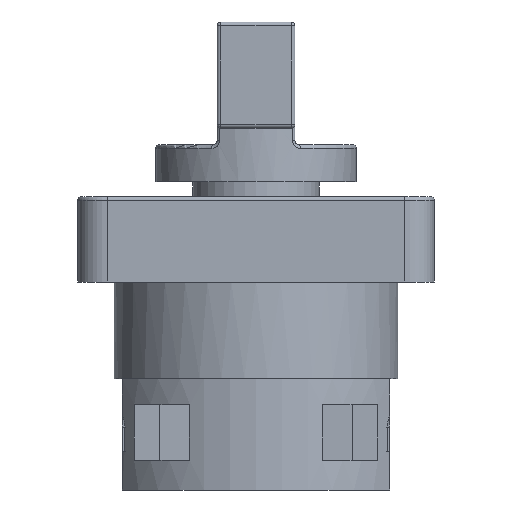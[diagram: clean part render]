
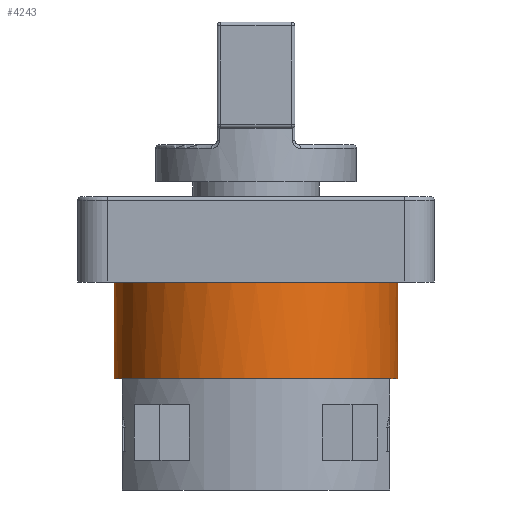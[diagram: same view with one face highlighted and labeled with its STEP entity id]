
A CAD part, front view. The second image highlights one B-rep face of the part: STEP entity #4243.
In plain terms, the highlighted cylindrical face has radius 19.1 mm (diameter 38.2 mm), a partial arc.
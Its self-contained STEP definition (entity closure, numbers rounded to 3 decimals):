
#197 = CARTESIAN_POINT ( 'NONE',  ( 0., 0., -24.5 ) ) ;
#250 = DIRECTION ( 'NONE',  ( 0., 0., 1. ) ) ;
#635 = AXIS2_PLACEMENT_3D ( 'NONE', #9458, #6864, #7683 ) ;
#639 = DIRECTION ( 'NONE',  ( -1., 0., 0. ) ) ;
#849 = CARTESIAN_POINT ( 'NONE',  ( 19.1, 0., -11.5 ) ) ;
#937 = ORIENTED_EDGE ( 'NONE', *, *, #5438, .F. ) ;
#1088 = VECTOR ( 'NONE', #250, 1000. ) ;
#1103 = DIRECTION ( 'NONE',  ( 1., 0., 0. ) ) ;
#1109 = CYLINDRICAL_SURFACE ( 'NONE', #9200, 19.1 ) ;
#1141 = DIRECTION ( 'NONE',  ( 0., 0., 1. ) ) ;
#1168 = AXIS2_PLACEMENT_3D ( 'NONE', #3156, #7741, #639 ) ;
#1501 = AXIS2_PLACEMENT_3D ( 'NONE', #1724, #7015, #7875 ) ;
#1724 = CARTESIAN_POINT ( 'NONE',  ( 0., 0., -11.5 ) ) ;
#1784 = CARTESIAN_POINT ( 'NONE',  ( 0., 0., -24.5 ) ) ;
#1894 = DIRECTION ( 'NONE',  ( -1., 0., 0. ) ) ;
#1989 = LINE ( 'NONE', #9919, #3075 ) ;
#2027 = CARTESIAN_POINT ( 'NONE',  ( 19.1, 0., -24.5 ) ) ;
#2348 = EDGE_CURVE ( 'NONE', #5405, #6904, #3612, .T. ) ;
#2390 = CARTESIAN_POINT ( 'NONE',  ( -18., -6.388, -24.5 ) ) ;
#2444 = CARTESIAN_POINT ( 'NONE',  ( -19.1, 0., -24.5 ) ) ;
#2449 = AXIS2_PLACEMENT_3D ( 'NONE', #1784, #2619, #1894 ) ;
#2587 = ORIENTED_EDGE ( 'NONE', *, *, #2348, .F. ) ;
#2619 = DIRECTION ( 'NONE',  ( 0., 0., -1. ) ) ;
#3075 = VECTOR ( 'NONE', #6552, 1000. ) ;
#3156 = CARTESIAN_POINT ( 'NONE',  ( 0., 0., -24.5 ) ) ;
#3449 = LINE ( 'NONE', #2027, #1088 ) ;
#3612 = CIRCLE ( 'NONE', #1168, 19.1 ) ;
#3985 = CARTESIAN_POINT ( 'NONE',  ( 18., -6.388, -24.5 ) ) ;
#4072 = EDGE_CURVE ( 'NONE', #6904, #6242, #9828, .T. ) ;
#4243 = ADVANCED_FACE ( 'NONE', ( #7783 ), #1109, .T. ) ;
#4583 = CARTESIAN_POINT ( 'NONE',  ( 19.1, 0., -24.5 ) ) ;
#4823 = ORIENTED_EDGE ( 'NONE', *, *, #5700, .T. ) ;
#5162 = VERTEX_POINT ( 'NONE', #11512 ) ;
#5405 = VERTEX_POINT ( 'NONE', #3985 ) ;
#5438 = EDGE_CURVE ( 'NONE', #10491, #5405, #9685, .T. ) ;
#5700 = EDGE_CURVE ( 'NONE', #10491, #7397, #3449, .T. ) ;
#6242 = VERTEX_POINT ( 'NONE', #2444 ) ;
#6552 = DIRECTION ( 'NONE',  ( 0., 0., 1. ) ) ;
#6864 = DIRECTION ( 'NONE',  ( 0., 0., -1. ) ) ;
#6904 = VERTEX_POINT ( 'NONE', #2390 ) ;
#6946 = ORIENTED_EDGE ( 'NONE', *, *, #7296, .T. ) ;
#7015 = DIRECTION ( 'NONE',  ( 0., 0., -1. ) ) ;
#7134 = EDGE_CURVE ( 'NONE', #6242, #5162, #1989, .T. ) ;
#7296 = EDGE_CURVE ( 'NONE', #7397, #5162, #10541, .T. ) ;
#7397 = VERTEX_POINT ( 'NONE', #849 ) ;
#7683 = DIRECTION ( 'NONE',  ( -1., 0., 0. ) ) ;
#7741 = DIRECTION ( 'NONE',  ( 0., 0., -1. ) ) ;
#7783 = FACE_OUTER_BOUND ( 'NONE', #11280, .T. ) ;
#7866 = ORIENTED_EDGE ( 'NONE', *, *, #4072, .F. ) ;
#7875 = DIRECTION ( 'NONE',  ( -1., 0., 0. ) ) ;
#8783 = ORIENTED_EDGE ( 'NONE', *, *, #7134, .F. ) ;
#9200 = AXIS2_PLACEMENT_3D ( 'NONE', #197, #1141, #1103 ) ;
#9458 = CARTESIAN_POINT ( 'NONE',  ( 0., 0., -24.5 ) ) ;
#9685 = CIRCLE ( 'NONE', #635, 19.1 ) ;
#9828 = CIRCLE ( 'NONE', #2449, 19.1 ) ;
#9919 = CARTESIAN_POINT ( 'NONE',  ( -19.1, 0., -24.5 ) ) ;
#10491 = VERTEX_POINT ( 'NONE', #4583 ) ;
#10541 = CIRCLE ( 'NONE', #1501, 19.1 ) ;
#11280 = EDGE_LOOP ( 'NONE', ( #8783, #7866, #2587, #937, #4823, #6946 ) ) ;
#11512 = CARTESIAN_POINT ( 'NONE',  ( -19.1, 0., -11.5 ) ) ;
